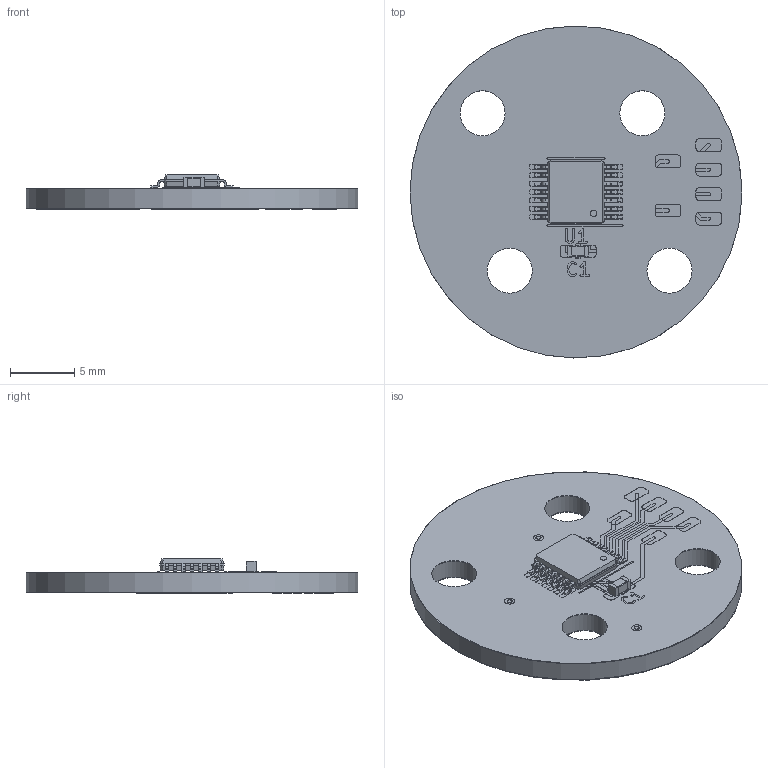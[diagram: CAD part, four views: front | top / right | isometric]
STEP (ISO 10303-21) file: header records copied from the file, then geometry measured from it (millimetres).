
FILE_DESCRIPTION(('KiCad electronic assembly'),'2;1');
FILE_NAME('encoder_magnetico.step','2025-09-19T17:27:49',('Pcbnew'),( 'Kicad'),'Open CASCADE STEP processor 7.9','KiCad to STEP converter' ,'Unknown');
FILE_SCHEMA(('AUTOMOTIVE_DESIGN { 1 0 10303 214 1 1 1 1 }'));
Length unit declared in the file: millimetre
Products named in the file (9): encoder_magnetico 1; TSSOP-14_4.4x5mm_P0.65mm; C_0603_1608Metric; encoder_magnetico_copper; encoder_magnetico_pad; encoder_magnetico_via; encoder_magnetico_silkscreen; encoder_magnetico_soldermask; encoder_magnetico_PCB
Assembly tree (8 placements, depth 2):
  encoder_magnetico 1
    TSSOP-14_4.4x5mm_P0.65mm
    C_0603_1608Metric
    encoder_magnetico_copper
    encoder_magnetico_pad
    encoder_magnetico_via
    encoder_magnetico_silkscreen
    encoder_magnetico_soldermask
    encoder_magnetico_PCB
Bounding box: 25.8 x 25.8 x 2.67 mm (x, y, z)
Volume: 753.4 mm3; surface area: 2312.6 mm2
Topology: 41 solids, 232 shells, 849 faces, 5497 edges, 4924 vertices
Faces by surface type: plane 638, cylinder 195, bspline 16
Full cylindrical faces by diameter (mm): 0.35 x3, 0.375 x6, 0.4 x3, 0.8 x6, 3.5 x4, 25.8 x1
Entity records: 57433 total; most frequent: CARTESIAN_POINT 11351, DIRECTION 8134, ORIENTED_EDGE 7153, EDGE_CURVE 5497, VERTEX_POINT 4924, LINE 4496, VECTOR 4496, AXIS2_PLACEMENT_3D 1819
